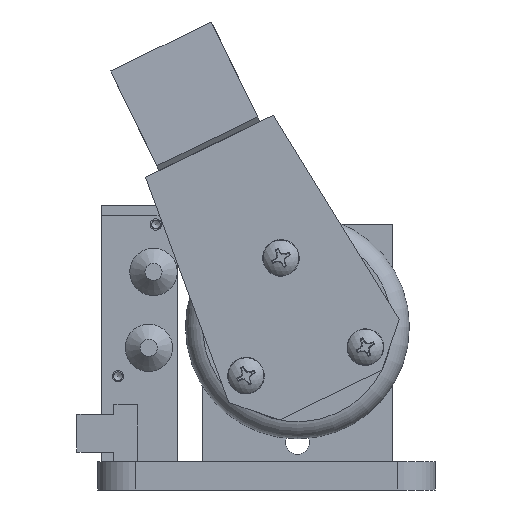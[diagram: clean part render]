
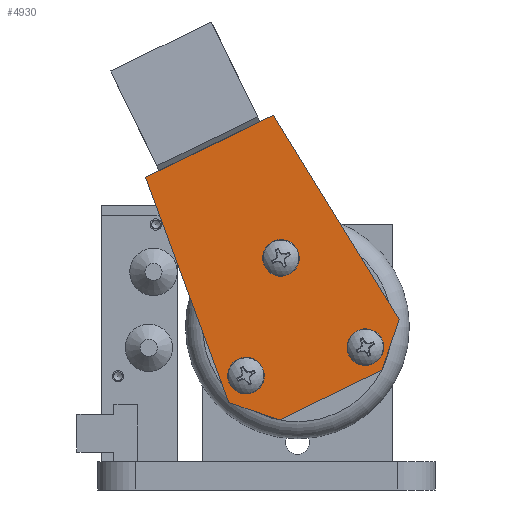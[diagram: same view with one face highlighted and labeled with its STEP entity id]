
A CAD part, front view. The second image highlights one B-rep face of the part: STEP entity #4930.
In plain terms, the highlighted planar face has unit normal (0, -1, 0).
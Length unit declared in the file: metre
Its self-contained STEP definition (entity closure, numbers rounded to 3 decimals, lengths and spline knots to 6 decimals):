
#422=LINE('',#11082,#686);
#426=LINE('',#11090,#690);
#429=LINE('',#11096,#693);
#432=LINE('',#11102,#696);
#435=LINE('',#11108,#699);
#437=LINE('',#11121,#701);
#686=VECTOR('',#6847,1.);
#690=VECTOR('',#6853,1.);
#693=VECTOR('',#6858,1.);
#696=VECTOR('',#6863,1.);
#699=VECTOR('',#6868,1.);
#701=VECTOR('',#6884,1.);
#2328=ORIENTED_EDGE('',*,*,#2995,.F.);
#2329=ORIENTED_EDGE('',*,*,#2999,.F.);
#2330=ORIENTED_EDGE('',*,*,#3002,.F.);
#2331=ORIENTED_EDGE('',*,*,#3005,.F.);
#2332=ORIENTED_EDGE('',*,*,#3008,.T.);
#2333=ORIENTED_EDGE('',*,*,#3014,.T.);
#2334=ORIENTED_EDGE('',*,*,#3011,.F.);
#2335=ORIENTED_EDGE('',*,*,#3009,.F.);
#2336=ORIENTED_EDGE('',*,*,#3015,.F.);
#2995=EDGE_CURVE('',#3504,#3505,#422,.T.);
#2999=EDGE_CURVE('',#3507,#3504,#426,.T.);
#3002=EDGE_CURVE('',#3509,#3507,#429,.T.);
#3005=EDGE_CURVE('',#3511,#3509,#432,.T.);
#3008=EDGE_CURVE('',#3511,#3513,#435,.T.);
#3009=EDGE_CURVE('',#3514,#3514,#3714,.T.);
#3011=EDGE_CURVE('',#3516,#3516,#3716,.T.);
#3014=EDGE_CURVE('',#3513,#3505,#437,.T.);
#3015=EDGE_CURVE('',#3518,#3518,#3718,.T.);
#3504=VERTEX_POINT('',#11081);
#3505=VERTEX_POINT('',#11083);
#3507=VERTEX_POINT('',#11089);
#3509=VERTEX_POINT('',#11095);
#3511=VERTEX_POINT('',#11101);
#3513=VERTEX_POINT('',#11107);
#3514=VERTEX_POINT('',#11111);
#3516=VERTEX_POINT('',#11116);
#3518=VERTEX_POINT('',#11124);
#3714=CIRCLE('',#5617,0.001334);
#3716=CIRCLE('',#5620,0.001334);
#3718=CIRCLE('',#5624,0.001334);
#4102=EDGE_LOOP('',(#2328,#2329,#2330,#2331,#2332,#2333));
#4103=EDGE_LOOP('',(#2334));
#4104=EDGE_LOOP('',(#2335));
#4105=EDGE_LOOP('',(#2336));
#4503=FACE_BOUND('',#4102,.T.);
#4504=FACE_BOUND('',#4103,.T.);
#4505=FACE_BOUND('',#4104,.T.);
#4506=FACE_BOUND('',#4105,.T.);
#4655=PLANE('',#5626);
#4930=ADVANCED_FACE('',(#4503,#4504,#4505,#4506),#4655,.T.);
#5617=AXIS2_PLACEMENT_3D('',#11110,#6871,#6872);
#5620=AXIS2_PLACEMENT_3D('',#11115,#6877,#6878);
#5624=AXIS2_PLACEMENT_3D('',#11123,#6887,#6888);
#5626=AXIS2_PLACEMENT_3D('',#11127,#6891,#6892);
#6847=DIRECTION('',(1.,0.,0.));
#6853=DIRECTION('',(0.099,0.,0.995));
#6858=DIRECTION('',(-0.707,0.,0.707));
#6863=DIRECTION('',(-1.,0.,0.));
#6868=DIRECTION('',(0.707,0.,0.707));
#6871=DIRECTION('',(0.,-1.,0.));
#6872=DIRECTION('',(0.,0.,-1.));
#6877=DIRECTION('',(0.,-1.,0.));
#6878=DIRECTION('',(0.,0.,-1.));
#6884=DIRECTION('',(-0.099,0.,0.995));
#6887=DIRECTION('',(0.,-1.,0.));
#6888=DIRECTION('',(0.,0.,-1.));
#6891=DIRECTION('',(0.,-1.,0.));
#6892=DIRECTION('',(1.,0.,0.));
#11081=CARTESIAN_POINT('',(-0.009525,-0.000305,0.026924));
#11082=CARTESIAN_POINT('',(-0.007938,-0.000305,0.026924));
#11083=CARTESIAN_POINT('',(0.009525,-0.000305,0.026924));
#11089=CARTESIAN_POINT('',(-0.0127,-0.000305,-0.00508));
#11090=CARTESIAN_POINT('',(-0.011113,-0.000305,0.010922));
#11095=CARTESIAN_POINT('',(-0.00762,-0.000305,-0.01016));
#11096=CARTESIAN_POINT('',(-0.01016,-0.000305,-0.00762));
#11101=CARTESIAN_POINT('',(0.00762,-0.000305,-0.01016));
#11102=CARTESIAN_POINT('',(-0.00381,-0.000305,-0.01016));
#11107=CARTESIAN_POINT('',(0.0127,-0.000305,-0.00508));
#11108=CARTESIAN_POINT('',(0.01016,-0.000305,-0.00762));
#11110=CARTESIAN_POINT('',(-0.00906,-0.000305,-0.002857));
#11111=CARTESIAN_POINT('',(-0.00906,-0.000305,-0.00419));
#11115=CARTESIAN_POINT('',(0.002056,-0.000305,0.009275));
#11116=CARTESIAN_POINT('',(0.002056,-0.000305,0.007941));
#11121=CARTESIAN_POINT('',(0.011113,-0.000305,0.010922));
#11123=CARTESIAN_POINT('',(0.007004,-0.000305,-0.006418));
#11124=CARTESIAN_POINT('',(0.007004,-0.000305,-0.007752));
#11127=CARTESIAN_POINT('',(0.,-0.000305,0.018382));
